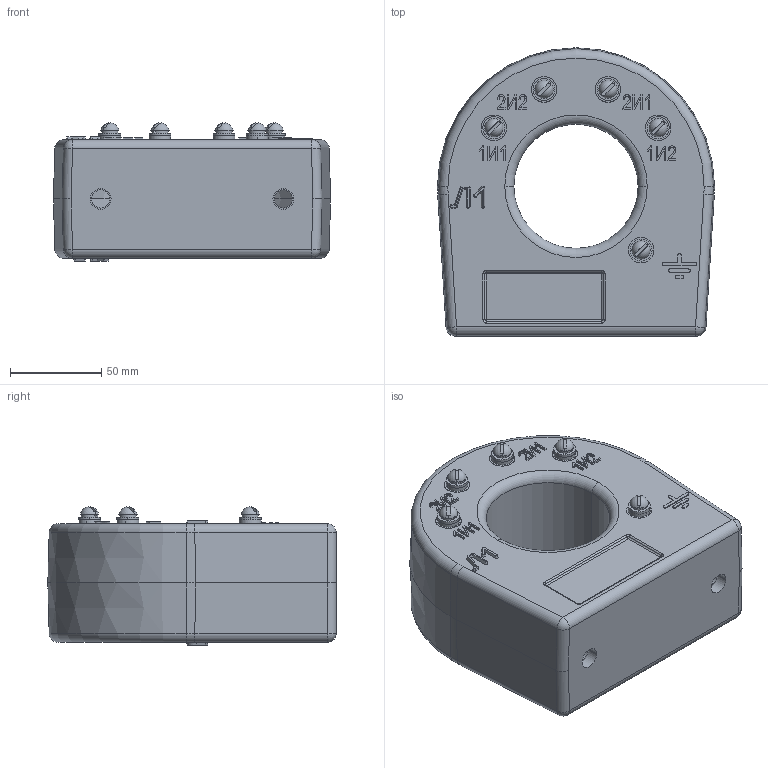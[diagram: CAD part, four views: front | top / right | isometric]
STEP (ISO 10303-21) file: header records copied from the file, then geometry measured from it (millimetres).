
FILE_DESCRIPTION (( 'STEP AP203' ), '1' );
FILE_NAME ('ﾒﾇﾋ-1.05.1.STEP', '2017-12-21T03:34:20', ( '' ), ( '' ), 'SwSTEP 2.0', 'SolidWorks 2010', '' );
FILE_SCHEMA (( 'CONFIG_CONTROL_DESIGN' ));
Length unit declared in the file: millimetre
Products named in the file (1): ﾒﾇﾋ-1.05.1
Bounding box: 151.7 x 157.85 x 75.62 mm (x, y, z)
Surface area: 84361.5 mm2 (no closed solid volume)
Topology: 0 solids, 25 shells, 331 faces, 880 edges, 588 vertices
Faces by surface type: plane 163, cylinder 57, bspline 40, cone 39, sphere 18, torus 14
Entity records: 12560 total; most frequent: CARTESIAN_POINT 4339, DIRECTION 1662, ORIENTED_EDGE 1646, EDGE_CURVE 876, VERTEX_POINT 588, AXIS2_PLACEMENT_3D 587, VECTOR 488, LINE 488
